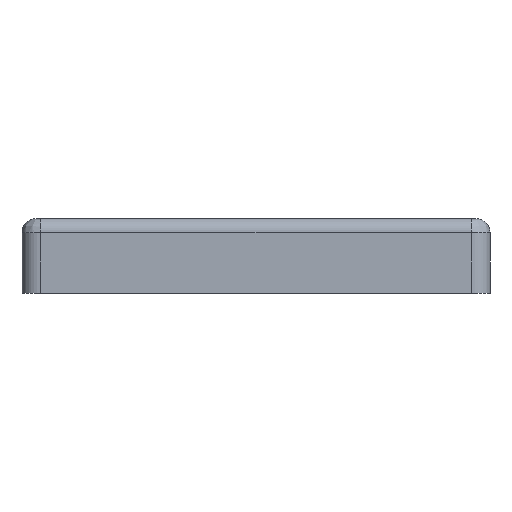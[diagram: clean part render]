
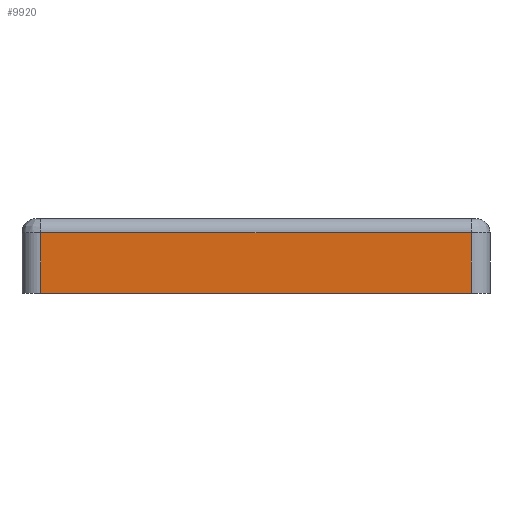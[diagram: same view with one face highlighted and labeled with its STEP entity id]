
A CAD part, front view. The second image highlights one B-rep face of the part: STEP entity #9920.
In plain terms, the highlighted planar face has unit normal (0, -1, 0).
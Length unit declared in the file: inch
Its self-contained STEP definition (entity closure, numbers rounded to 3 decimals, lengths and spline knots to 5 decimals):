
#1047 = FACE_OUTER_BOUND ( 'NONE', #6494, .T. ) ;
#1050 = PLANE ( 'NONE',  #6995 ) ;
#1077 = LINE ( 'NONE', #9333, #3726 ) ;
#1915 = EDGE_CURVE ( 'NONE', #7745, #8638, #1077, .T. ) ;
#1976 = ORIENTED_EDGE ( 'NONE', *, *, #3632, .F. ) ;
#2069 = CARTESIAN_POINT ( 'NONE',  ( -1.9685, -1.9685, 0.51181 ) ) ;
#2150 = DIRECTION ( 'NONE',  ( 0., 0., 1. ) ) ;
#2165 = DIRECTION ( 'NONE',  ( 0., 1., 0. ) ) ;
#2172 = DIRECTION ( 'NONE',  ( 1., 0., 0. ) ) ;
#2258 = CARTESIAN_POINT ( 'NONE',  ( -1.9685, -1.9685, 0.62992 ) ) ;
#2665 = DIRECTION ( 'NONE',  ( -1., 0., 0. ) ) ;
#3632 = EDGE_CURVE ( 'NONE', #10394, #6968, #9284, .T. ) ;
#3726 = VECTOR ( 'NONE', #9357, 39.37008 ) ;
#3831 = CARTESIAN_POINT ( 'NONE',  ( -1.9685, -1.9685, 0. ) ) ;
#4129 = LINE ( 'NONE', #2069, #5892 ) ;
#4805 = VECTOR ( 'NONE', #6443, 39.37008 ) ;
#4820 = ORIENTED_EDGE ( 'NONE', *, *, #1915, .F. ) ;
#5303 = CARTESIAN_POINT ( 'NONE',  ( 1.81102, -1.9685, 0. ) ) ;
#5620 = CARTESIAN_POINT ( 'NONE',  ( 1.81102, -1.9685, 0.51181 ) ) ;
#5892 = VECTOR ( 'NONE', #2172, 39.37008 ) ;
#6017 = CARTESIAN_POINT ( 'NONE',  ( -1.81102, -1.9685, 0. ) ) ;
#6443 = DIRECTION ( 'NONE',  ( 0., 0., -1. ) ) ;
#6494 = EDGE_LOOP ( 'NONE', ( #9900, #4820, #9801, #1976 ) ) ;
#6968 = VERTEX_POINT ( 'NONE', #5303 ) ;
#6995 = AXIS2_PLACEMENT_3D ( 'NONE', #2258, #2165, #2150 ) ;
#7745 = VERTEX_POINT ( 'NONE', #6017 ) ;
#8638 = VERTEX_POINT ( 'NONE', #9120 ) ;
#8876 = EDGE_CURVE ( 'NONE', #6968, #7745, #10774, .T. ) ;
#9005 = EDGE_CURVE ( 'NONE', #8638, #10394, #4129, .T. ) ;
#9120 = CARTESIAN_POINT ( 'NONE',  ( -1.81102, -1.9685, 0.51181 ) ) ;
#9284 = LINE ( 'NONE', #10940, #4805 ) ;
#9333 = CARTESIAN_POINT ( 'NONE',  ( -1.81102, -1.9685, 0.62992 ) ) ;
#9357 = DIRECTION ( 'NONE',  ( 0., 0., 1. ) ) ;
#9801 = ORIENTED_EDGE ( 'NONE', *, *, #8876, .F. ) ;
#9900 = ORIENTED_EDGE ( 'NONE', *, *, #9005, .F. ) ;
#9920 = ADVANCED_FACE ( 'NONE', ( #1047 ), #1050, .F. ) ;
#10394 = VERTEX_POINT ( 'NONE', #5620 ) ;
#10522 = VECTOR ( 'NONE', #2665, 39.37008 ) ;
#10774 = LINE ( 'NONE', #3831, #10522 ) ;
#10940 = CARTESIAN_POINT ( 'NONE',  ( 1.81102, -1.9685, 0.62992 ) ) ;
